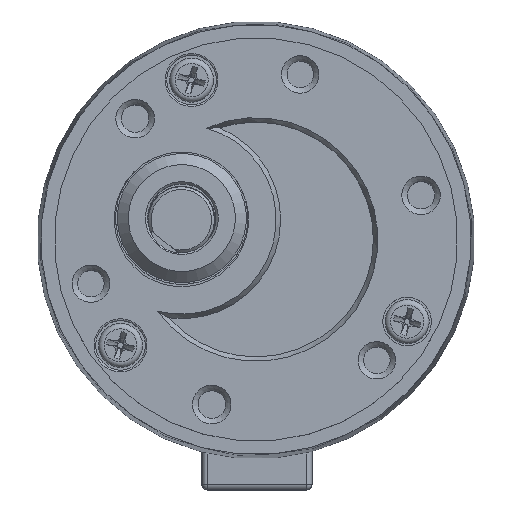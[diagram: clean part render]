
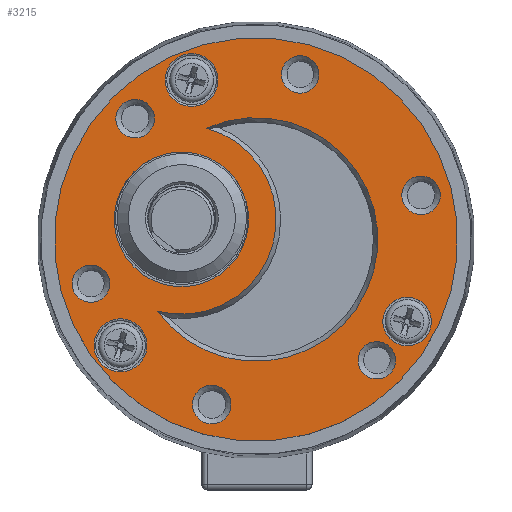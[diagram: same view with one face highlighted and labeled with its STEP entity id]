
A CAD part, top view. The second image highlights one B-rep face of the part: STEP entity #3215.
In plain terms, the highlighted planar face has unit normal (0, 0, 1).
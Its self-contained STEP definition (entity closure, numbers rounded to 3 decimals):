
#592=FACE_BOUND('',#6126,.T.);
#593=FACE_BOUND('',#6127,.T.);
#594=FACE_BOUND('',#6128,.T.);
#595=FACE_BOUND('',#6129,.T.);
#596=FACE_BOUND('',#6130,.T.);
#597=FACE_BOUND('',#6131,.T.);
#598=FACE_BOUND('',#6132,.T.);
#599=FACE_BOUND('',#6133,.T.);
#600=FACE_BOUND('',#6134,.T.);
#601=FACE_BOUND('',#6135,.T.);
#602=FACE_BOUND('',#6136,.T.);
#603=FACE_BOUND('',#6137,.T.);
#3215=ADVANCED_FACE('',(#592,#593,#594,#595,#596,#597,#598,#599,#600,#601,
#602,#603),#4291,.T.);
#4291=PLANE('',#21261);
#6126=EDGE_LOOP('',(#9178));
#6127=EDGE_LOOP('',(#9179));
#6128=EDGE_LOOP('',(#9180));
#6129=EDGE_LOOP('',(#9181));
#6130=EDGE_LOOP('',(#9182));
#6131=EDGE_LOOP('',(#9183));
#6132=EDGE_LOOP('',(#9184));
#6133=EDGE_LOOP('',(#9185));
#6134=EDGE_LOOP('',(#9186));
#6135=EDGE_LOOP('',(#9187));
#6136=EDGE_LOOP('',(#9188));
#6137=EDGE_LOOP('',(#9189,#9190));
#7577=CIRCLE('',#21248,2.4);
#7578=CIRCLE('',#21249,2.4);
#7579=CIRCLE('',#21250,1.75);
#7580=CIRCLE('',#21251,1.75);
#7581=CIRCLE('',#21252,1.75);
#7582=CIRCLE('',#21253,1.7);
#7583=CIRCLE('',#21254,1.7);
#7584=CIRCLE('',#21255,1.7);
#7585=CIRCLE('',#21256,2.2);
#7586=CIRCLE('',#21257,6.1);
#7587=CIRCLE('',#21258,18.3);
#7588=CIRCLE('',#21259,8.596);
#7589=CIRCLE('',#21260,11.054);
#9178=ORIENTED_EDGE('',*,*,#15937,.T.);
#9179=ORIENTED_EDGE('',*,*,#15938,.T.);
#9180=ORIENTED_EDGE('',*,*,#15939,.T.);
#9181=ORIENTED_EDGE('',*,*,#15940,.T.);
#9182=ORIENTED_EDGE('',*,*,#15941,.T.);
#9183=ORIENTED_EDGE('',*,*,#15942,.T.);
#9184=ORIENTED_EDGE('',*,*,#15943,.T.);
#9185=ORIENTED_EDGE('',*,*,#15944,.T.);
#9186=ORIENTED_EDGE('',*,*,#15945,.T.);
#9187=ORIENTED_EDGE('',*,*,#15946,.F.);
#9188=ORIENTED_EDGE('',*,*,#15947,.T.);
#9189=ORIENTED_EDGE('',*,*,#15948,.T.);
#9190=ORIENTED_EDGE('',*,*,#15949,.T.);
#14065=VERTEX_POINT('',#30003);
#14066=VERTEX_POINT('',#30005);
#14067=VERTEX_POINT('',#30007);
#14068=VERTEX_POINT('',#30009);
#14069=VERTEX_POINT('',#30011);
#14070=VERTEX_POINT('',#30013);
#14071=VERTEX_POINT('',#30015);
#14072=VERTEX_POINT('',#30017);
#14073=VERTEX_POINT('',#30019);
#14074=VERTEX_POINT('',#30021);
#14075=VERTEX_POINT('',#30023);
#14076=VERTEX_POINT('',#30025);
#14077=VERTEX_POINT('',#30026);
#15937=EDGE_CURVE('',#14065,#14065,#7577,.T.);
#15938=EDGE_CURVE('',#14066,#14066,#7578,.T.);
#15939=EDGE_CURVE('',#14067,#14067,#7579,.T.);
#15940=EDGE_CURVE('',#14068,#14068,#7580,.T.);
#15941=EDGE_CURVE('',#14069,#14069,#7581,.T.);
#15942=EDGE_CURVE('',#14070,#14070,#7582,.T.);
#15943=EDGE_CURVE('',#14071,#14071,#7583,.T.);
#15944=EDGE_CURVE('',#14072,#14072,#7584,.T.);
#15945=EDGE_CURVE('',#14073,#14073,#7585,.T.);
#15946=EDGE_CURVE('',#14074,#14074,#7586,.T.);
#15947=EDGE_CURVE('',#14075,#14075,#7587,.T.);
#15948=EDGE_CURVE('',#14076,#14077,#7588,.T.);
#15949=EDGE_CURVE('',#14077,#14076,#7589,.T.);
#21248=AXIS2_PLACEMENT_3D('',#30002,#24016,#24017);
#21249=AXIS2_PLACEMENT_3D('',#30004,#24018,#24019);
#21250=AXIS2_PLACEMENT_3D('',#30006,#24020,#24021);
#21251=AXIS2_PLACEMENT_3D('',#30008,#24022,#24023);
#21252=AXIS2_PLACEMENT_3D('',#30010,#24024,#24025);
#21253=AXIS2_PLACEMENT_3D('',#30012,#24026,#24027);
#21254=AXIS2_PLACEMENT_3D('',#30014,#24028,#24029);
#21255=AXIS2_PLACEMENT_3D('',#30016,#24030,#24031);
#21256=AXIS2_PLACEMENT_3D('',#30018,#24032,#24033);
#21257=AXIS2_PLACEMENT_3D('',#30020,#24034,#24035);
#21258=AXIS2_PLACEMENT_3D('',#30022,#24036,#24037);
#21259=AXIS2_PLACEMENT_3D('',#30024,#24038,#24039);
#21260=AXIS2_PLACEMENT_3D('',#30027,#24040,#24041);
#21261=AXIS2_PLACEMENT_3D('',#30028,#24042,#24043);
#24016=DIRECTION('',(0.,0.,-1.));
#24017=DIRECTION('',(-0.966,0.259,0.));
#24018=DIRECTION('',(0.,0.,-1.));
#24019=DIRECTION('',(-0.966,0.259,0.));
#24020=DIRECTION('',(0.,0.,-1.));
#24021=DIRECTION('',(-0.966,0.259,0.));
#24022=DIRECTION('',(0.,0.,-1.));
#24023=DIRECTION('',(-0.966,0.259,0.));
#24024=DIRECTION('',(0.,0.,-1.));
#24025=DIRECTION('',(-0.966,0.259,0.));
#24026=DIRECTION('',(0.,0.,-1.));
#24027=DIRECTION('',(-0.966,0.259,0.));
#24028=DIRECTION('',(0.,0.,-1.));
#24029=DIRECTION('',(-0.966,0.259,0.));
#24030=DIRECTION('',(0.,0.,-1.));
#24031=DIRECTION('',(-0.966,0.259,0.));
#24032=DIRECTION('',(0.,0.,-1.));
#24033=DIRECTION('',(0.966,-0.259,0.));
#24034=DIRECTION('',(0.,0.,1.));
#24035=DIRECTION('',(-0.966,0.259,0.));
#24036=DIRECTION('',(0.,0.,1.));
#24037=DIRECTION('',(-0.966,0.259,0.));
#24038=DIRECTION('',(0.,0.,1.));
#24039=DIRECTION('',(-0.966,0.259,0.));
#24040=DIRECTION('',(0.,0.,-1.));
#24041=DIRECTION('',(-0.966,0.259,0.));
#24042=DIRECTION('',(0.,0.,1.));
#24043=DIRECTION('',(-0.966,0.259,0.));
#30002=CARTESIAN_POINT('',(-12.375,-9.458,43.05));
#30003=CARTESIAN_POINT('',(-14.694,-8.837,43.05));
#30004=CARTESIAN_POINT('',(-5.926,14.61,43.05));
#30005=CARTESIAN_POINT('',(-8.245,15.231,43.05));
#30006=CARTESIAN_POINT('',(-4.094,-14.826,43.05));
#30007=CARTESIAN_POINT('',(-5.785,-14.373,43.05));
#30008=CARTESIAN_POINT('',(14.889,4.158,43.05));
#30009=CARTESIAN_POINT('',(13.199,4.61,43.05));
#30010=CARTESIAN_POINT('',(-11.043,11.106,43.05));
#30011=CARTESIAN_POINT('',(-12.733,11.559,43.05));
#30012=CARTESIAN_POINT('',(3.929,15.118,43.05));
#30013=CARTESIAN_POINT('',(2.287,15.558,43.05));
#30014=CARTESIAN_POINT('',(10.878,-10.814,43.05));
#30015=CARTESIAN_POINT('',(9.236,-10.374,43.05));
#30016=CARTESIAN_POINT('',(-15.054,-3.866,43.05));
#30017=CARTESIAN_POINT('',(-16.696,-3.426,43.05));
#30018=CARTESIAN_POINT('',(13.627,-7.298,43.05));
#30019=CARTESIAN_POINT('',(15.752,-7.867,43.05));
#30020=CARTESIAN_POINT('',(-6.844,1.958,43.05));
#30021=CARTESIAN_POINT('',(-12.736,3.536,43.05));
#30022=CARTESIAN_POINT('',(-0.083,0.146,43.05));
#30023=CARTESIAN_POINT('',(-17.759,4.882,43.05));
#30024=CARTESIAN_POINT('',(-6.844,1.958,43.05));
#30025=CARTESIAN_POINT('',(-9.021,-6.358,43.05));
#30026=CARTESIAN_POINT('',(-4.571,10.248,43.05));
#30027=CARTESIAN_POINT('',(-0.083,0.146,43.05));
#30028=CARTESIAN_POINT('',(-0.083,0.146,43.05));
